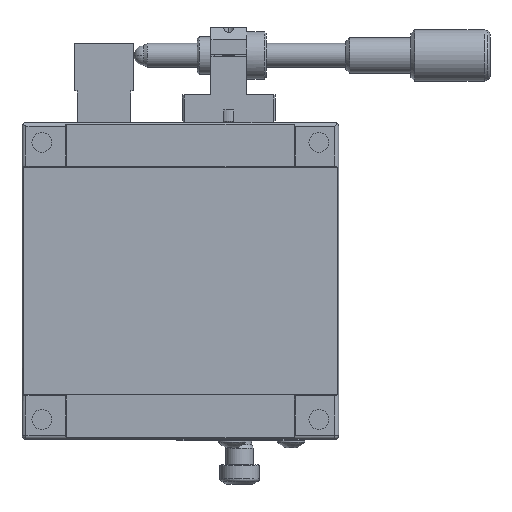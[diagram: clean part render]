
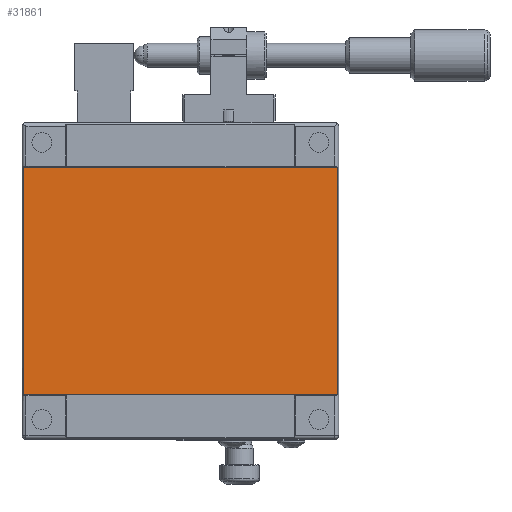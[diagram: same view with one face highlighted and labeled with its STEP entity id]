
A CAD part, front view. The second image highlights one B-rep face of the part: STEP entity #31861.
In plain terms, the highlighted planar face has unit normal (0, -1, 0).
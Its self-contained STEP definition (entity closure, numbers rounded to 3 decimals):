
#12 = DIRECTION ( 'NONE',  ( 0., -1., 0. ) ) ;
#1516 = CARTESIAN_POINT ( 'NONE',  ( -43.599, -7.055, -28.7 ) ) ;
#3005 = CARTESIAN_POINT ( 'NONE',  ( 36.116, -7.055, -28.7 ) ) ;
#4056 = CARTESIAN_POINT ( 'NONE',  ( 36.116, -7.055, -28.7 ) ) ;
#4610 = ORIENTED_EDGE ( 'NONE', *, *, #14957, .F. ) ;
#6105 = CARTESIAN_POINT ( 'NONE',  ( 36.116, -7.055, 28.7 ) ) ;
#9073 = FACE_OUTER_BOUND ( 'NONE', #9747, .T. ) ;
#9747 = EDGE_LOOP ( 'NONE', ( #10158, #51970, #4610, #26786 ) ) ;
#10158 = ORIENTED_EDGE ( 'NONE', *, *, #40628, .T. ) ;
#10370 = EDGE_CURVE ( 'NONE', #38794, #21053, #23060, .T. ) ;
#10819 = LINE ( 'NONE', #4056, #31054 ) ;
#14203 = VERTEX_POINT ( 'NONE', #6105 ) ;
#14957 = EDGE_CURVE ( 'NONE', #38794, #14203, #23234, .T. ) ;
#19618 = EDGE_CURVE ( 'NONE', #26845, #14203, #10819, .T. ) ;
#21053 = VERTEX_POINT ( 'NONE', #22360 ) ;
#22360 = CARTESIAN_POINT ( 'NONE',  ( -43.313, -7.055, -28.7 ) ) ;
#23060 = LINE ( 'NONE', #25887, #43257 ) ;
#23234 = LINE ( 'NONE', #31575, #43442 ) ;
#23566 = VECTOR ( 'NONE', #33785, 1000. ) ;
#24185 = CARTESIAN_POINT ( 'NONE',  ( -43.599, -7.055, 28.7 ) ) ;
#25887 = CARTESIAN_POINT ( 'NONE',  ( -43.313, -7.055, 28.7 ) ) ;
#26786 = ORIENTED_EDGE ( 'NONE', *, *, #10370, .T. ) ;
#26845 = VERTEX_POINT ( 'NONE', #3005 ) ;
#28248 = DIRECTION ( 'NONE',  ( 0., 0., -1. ) ) ;
#28252 = DIRECTION ( 'NONE',  ( 0., 0., 1. ) ) ;
#31054 = VECTOR ( 'NONE', #28252, 1000. ) ;
#31575 = CARTESIAN_POINT ( 'NONE',  ( -43.599, -7.055, 28.7 ) ) ;
#31861 = ADVANCED_FACE ( 'NONE', ( #9073 ), #44298, .T. ) ;
#33785 = DIRECTION ( 'NONE',  ( 1., 0., 0. ) ) ;
#38794 = VERTEX_POINT ( 'NONE', #44412 ) ;
#39666 = DIRECTION ( 'NONE',  ( 1., 0., 0. ) ) ;
#40628 = EDGE_CURVE ( 'NONE', #21053, #26845, #45050, .T. ) ;
#42995 = DIRECTION ( 'NONE',  ( 0., 0., -1. ) ) ;
#43257 = VECTOR ( 'NONE', #42995, 1000. ) ;
#43442 = VECTOR ( 'NONE', #39666, 1000. ) ;
#44298 = PLANE ( 'NONE',  #49634 ) ;
#44412 = CARTESIAN_POINT ( 'NONE',  ( -43.313, -7.055, 28.7 ) ) ;
#45050 = LINE ( 'NONE', #1516, #23566 ) ;
#49634 = AXIS2_PLACEMENT_3D ( 'NONE', #24185, #12, #28248 ) ;
#51970 = ORIENTED_EDGE ( 'NONE', *, *, #19618, .T. ) ;
